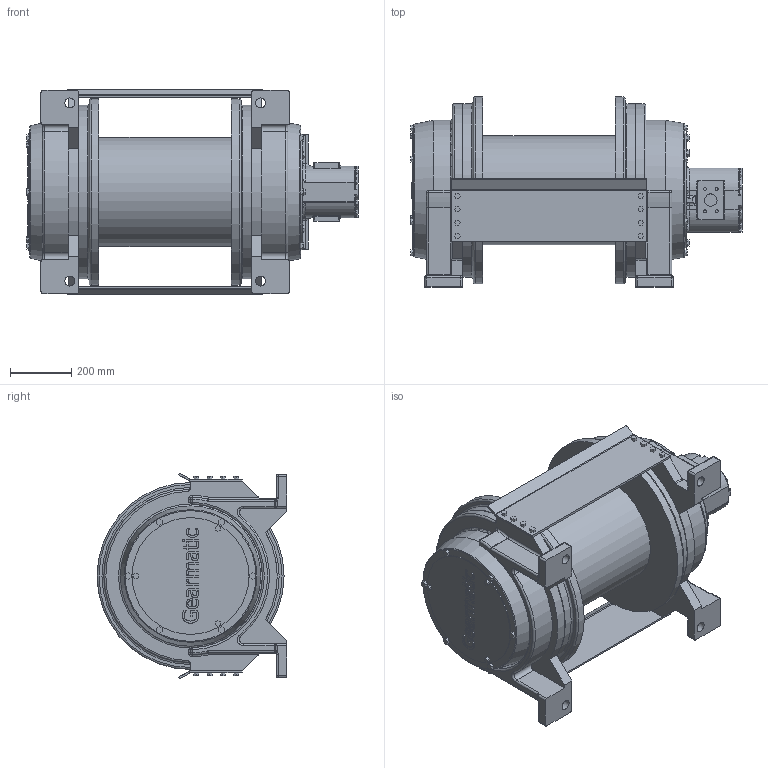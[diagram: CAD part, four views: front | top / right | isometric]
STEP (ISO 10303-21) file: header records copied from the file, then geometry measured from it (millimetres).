
FILE_DESCRIPTION((''),'2;1');
FILE_NAME('GH30B.stp','2015-08-04T14:19:25',('mrister'),(''),'Autodesk Inventor 2013','Autodesk Inventor 2013','');
FILE_SCHEMA(('AUTOMOTIVE_DESIGN { 1 0 10303 214 1 1 1 1 }'));
Length unit declared in the file: inch
Products named in the file (1): 6617
Bounding box: 1082.67 x 619.12 x 670.56 mm (x, y, z)
Volume: 153564266.1 mm3; surface area: 3493560.1 mm2
Topology: 23 solids, 23 shells, 1085 faces, 2696 edges, 1632 vertices
Faces by surface type: plane 669, cylinder 199, bspline 122, torus 69, sphere 24, cone 2
Full cylindrical faces by diameter (mm): 9.525 x8, 32.512 x4, 40.64 x2, 355.6 x1, 377.825 x1, 381 x1, 457.2 x2, 558.8 x2, 565.15 x2, 609.6 x2
Entity records: 34531 total; most frequent: CARTESIAN_POINT 8471, ORIENTED_EDGE 5304, DIRECTION 4757, EDGE_CURVE 2652, VECTOR 1893, LINE 1893, VERTEX_POINT 1622, AXIS2_PLACEMENT_3D 1432
